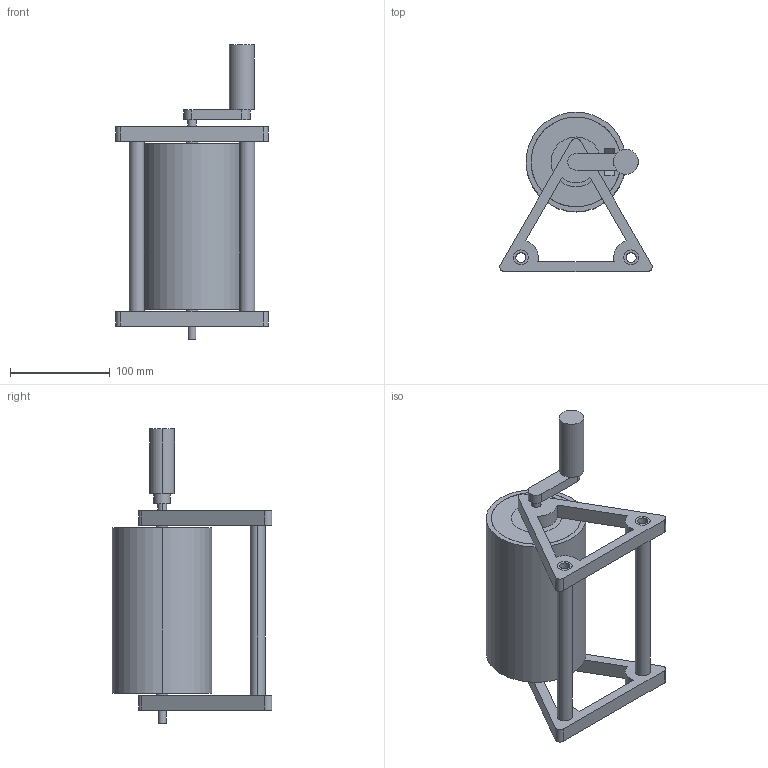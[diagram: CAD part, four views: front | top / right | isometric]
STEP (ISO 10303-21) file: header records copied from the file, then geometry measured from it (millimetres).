
FILE_DESCRIPTION((''),'2;1');
FILE_NAME('BAUGRUPPE_ASM','2019-11-22T14:38:40',('i00110392'),(''),'CREO PARAMETRIC BY PTC INC, 2017380','CREO PARAMETRIC BY PTC INC, 2017380','');
FILE_SCHEMA(('CONFIG_CONTROL_DESIGN'));
Length unit declared in the file: millimetre
Products named in the file (24): DREIECK; STAB; _608-Z_PART1; _608-Z_PART2; _608-Z_PART3; _608-Z_PART4; 608-Z_1_ASM; 608-Z_ASM; _608-Z_PART1_1; _608-Z_PART2_1; _608-Z_PART3_1; _608-Z_PART4_1; 608-Z_1_2_ASM; ASM0001_ASM; AUFHAENUNG; KURBEL; GRIFFSCHALE; ABSTANDSHUELSE; AUFHAENUNG2; INNENWELLE; AUSSENWELLE; DECKEL; UNTERBAUGRUPPE_ASM; BAUGRUPPE_ASM
Assembly tree (51 placements, depth 4):
  BAUGRUPPE_ASM
    DREIECK  x2
    STAB  x2
    608-Z_ASM  x3
      608-Z_1_ASM
        _608-Z_PART1
        _608-Z_PART2
        _608-Z_PART3  x7
        _608-Z_PART4  x7
    ASM0001_ASM
      608-Z_1_2_ASM
        _608-Z_PART1_1
        _608-Z_PART2_1
        _608-Z_PART3_1  x7
        _608-Z_PART4_1  x7
    AUFHAENUNG
    KURBEL
    GRIFFSCHALE
    ABSTANDSHUELSE
    AUFHAENUNG2
    UNTERBAUGRUPPE_ASM
      INNENWELLE
      AUSSENWELLE
      DECKEL
Bounding box: 152.68 x 160 x 295 mm (x, y, z)
Volume: 888968 mm3; surface area: 291156 mm2
Topology: 48 solids, 48 shells, 610 faces, 1403 edges, 798 vertices
Faces by surface type: plane 183, cylinder 163, torus 160, sphere 56, cone 48
Entity records: 11635 total; most frequent: DIRECTION 2299, CARTESIAN_POINT 1870, ORIENTED_EDGE 1710, AXIS2_PLACEMENT_3D 959, EDGE_CURVE 855, VERTEX_POINT 530, CIRCLE 474, EDGE_LOOP 453
